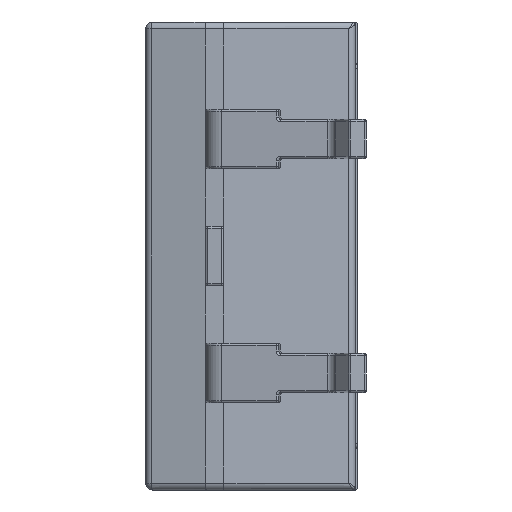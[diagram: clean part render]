
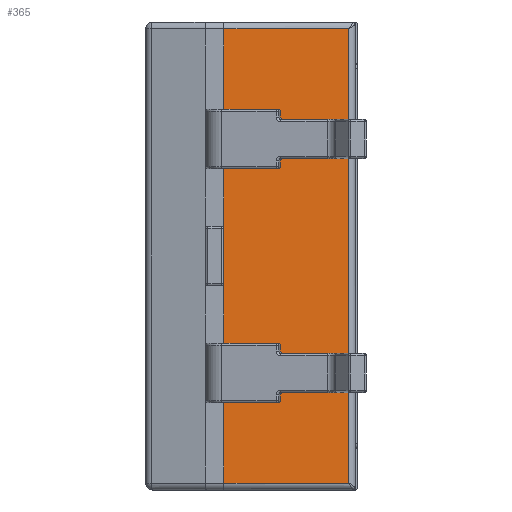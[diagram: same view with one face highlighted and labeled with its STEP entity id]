
A CAD part, left-side view. The second image highlights one B-rep face of the part: STEP entity #365.
In plain terms, the highlighted planar face has unit normal (-0.996, -0.087, 0).
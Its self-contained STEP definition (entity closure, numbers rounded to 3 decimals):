
#12 = AXIS2_PLACEMENT_3D ( 'NONE', #1673, #703, #6032 ) ;
#32 = VECTOR ( 'NONE', #7123, 1000. ) ;
#139 = CARTESIAN_POINT ( 'NONE',  ( -4.575, 2.85, -5.08 ) ) ;
#301 = CARTESIAN_POINT ( 'NONE',  ( -4.337, 0.137, 5.08 ) ) ;
#317 = DIRECTION ( 'NONE',  ( 0., 0., 1. ) ) ;
#330 = CARTESIAN_POINT ( 'NONE',  ( -4.575, 2.85, 1.94 ) ) ;
#365 = ADVANCED_FACE ( 'NONE', ( #5663 ), #2048, .T. ) ;
#401 = VERTEX_POINT ( 'NONE', #1954 ) ;
#455 = VERTEX_POINT ( 'NONE', #6888 ) ;
#462 = EDGE_CURVE ( 'NONE', #6351, #3045, #1503, .T. ) ;
#466 = LINE ( 'NONE', #139, #6018 ) ;
#483 = DIRECTION ( 'NONE',  ( 0., 0., 1. ) ) ;
#598 = CARTESIAN_POINT ( 'NONE',  ( -4.292, -0.376, -4.93 ) ) ;
#644 = EDGE_CURVE ( 'NONE', #1844, #455, #2914, .T. ) ;
#664 = ORIENTED_EDGE ( 'NONE', *, *, #1346, .F. ) ;
#703 = DIRECTION ( 'NONE',  ( -0.996, -0.087, 0. ) ) ;
#766 = ORIENTED_EDGE ( 'NONE', *, *, #462, .F. ) ;
#793 = CARTESIAN_POINT ( 'NONE',  ( -4.575, 2.85, 4.93 ) ) ;
#1346 = EDGE_CURVE ( 'NONE', #401, #2792, #7042, .T. ) ;
#1482 = VECTOR ( 'NONE', #3401, 1000. ) ;
#1503 = LINE ( 'NONE', #6892, #32 ) ;
#1538 = LINE ( 'NONE', #5808, #3013 ) ;
#1673 = CARTESIAN_POINT ( 'NONE',  ( -4.292, -0.376, -5.08 ) ) ;
#1677 = EDGE_CURVE ( 'NONE', #1844, #5578, #3307, .T. ) ;
#1724 = ORIENTED_EDGE ( 'NONE', *, *, #3710, .F. ) ;
#1793 = VERTEX_POINT ( 'NONE', #3242 ) ;
#1844 = VERTEX_POINT ( 'NONE', #5749 ) ;
#1874 = VERTEX_POINT ( 'NONE', #4660 ) ;
#1924 = DIRECTION ( 'NONE',  ( -0.087, 0.996, 0. ) ) ;
#1942 = EDGE_CURVE ( 'NONE', #455, #1793, #4937, .T. ) ;
#1954 = CARTESIAN_POINT ( 'NONE',  ( -4.575, 2.85, -0.6 ) ) ;
#2004 = VECTOR ( 'NONE', #483, 1000. ) ;
#2048 = PLANE ( 'NONE',  #12 ) ;
#2055 = CARTESIAN_POINT ( 'NONE',  ( -4.337, 0.137, -4.93 ) ) ;
#2325 = EDGE_CURVE ( 'NONE', #1793, #401, #3123, .T. ) ;
#2370 = DIRECTION ( 'NONE',  ( 0., 0., 1. ) ) ;
#2467 = CARTESIAN_POINT ( 'NONE',  ( -4.575, 2.85, -5.08 ) ) ;
#2638 = CARTESIAN_POINT ( 'NONE',  ( -4.575, 2.85, -5.08 ) ) ;
#2792 = VERTEX_POINT ( 'NONE', #5855 ) ;
#2914 = LINE ( 'NONE', #2638, #4183 ) ;
#3013 = VECTOR ( 'NONE', #4486, 1000. ) ;
#3045 = VERTEX_POINT ( 'NONE', #6610 ) ;
#3123 = LINE ( 'NONE', #5870, #5885 ) ;
#3217 = EDGE_CURVE ( 'NONE', #5578, #1874, #5164, .T. ) ;
#3242 = CARTESIAN_POINT ( 'NONE',  ( -4.575, 2.85, -1.94 ) ) ;
#3307 = LINE ( 'NONE', #598, #6249 ) ;
#3401 = DIRECTION ( 'NONE',  ( 0., 0., 1. ) ) ;
#3416 = CARTESIAN_POINT ( 'NONE',  ( -4.575, 2.85, -5.08 ) ) ;
#3710 = EDGE_CURVE ( 'NONE', #4240, #6351, #1538, .T. ) ;
#3748 = VECTOR ( 'NONE', #1924, 1000. ) ;
#3879 = VECTOR ( 'NONE', #317, 1000. ) ;
#3942 = ORIENTED_EDGE ( 'NONE', *, *, #1942, .F. ) ;
#3992 = CARTESIAN_POINT ( 'NONE',  ( -4.575, 2.85, 3.14 ) ) ;
#4183 = VECTOR ( 'NONE', #7130, 1000. ) ;
#4193 = ORIENTED_EDGE ( 'NONE', *, *, #6047, .T. ) ;
#4240 = VERTEX_POINT ( 'NONE', #330 ) ;
#4481 = EDGE_LOOP ( 'NONE', ( #6525, #4193, #766, #1724, #5864, #664, #7165, #3942, #5990, #5603 ) ) ;
#4486 = DIRECTION ( 'NONE',  ( 0., 0., 1. ) ) ;
#4660 = CARTESIAN_POINT ( 'NONE',  ( -4.337, 0.137, 4.93 ) ) ;
#4937 = LINE ( 'NONE', #2467, #2004 ) ;
#5164 = LINE ( 'NONE', #301, #3879 ) ;
#5270 = EDGE_CURVE ( 'NONE', #2792, #4240, #466, .T. ) ;
#5578 = VERTEX_POINT ( 'NONE', #2055 ) ;
#5603 = ORIENTED_EDGE ( 'NONE', *, *, #1677, .T. ) ;
#5663 = FACE_OUTER_BOUND ( 'NONE', #4481, .T. ) ;
#5749 = CARTESIAN_POINT ( 'NONE',  ( -4.575, 2.85, -4.93 ) ) ;
#5808 = CARTESIAN_POINT ( 'NONE',  ( -4.575, 2.85, -5.08 ) ) ;
#5855 = CARTESIAN_POINT ( 'NONE',  ( -4.575, 2.85, 0.6 ) ) ;
#5864 = ORIENTED_EDGE ( 'NONE', *, *, #5270, .F. ) ;
#5870 = CARTESIAN_POINT ( 'NONE',  ( -4.575, 2.85, -5.08 ) ) ;
#5884 = DIRECTION ( 'NONE',  ( 0., 0., 1. ) ) ;
#5885 = VECTOR ( 'NONE', #5884, 1000. ) ;
#5990 = ORIENTED_EDGE ( 'NONE', *, *, #644, .F. ) ;
#6018 = VECTOR ( 'NONE', #2370, 1000. ) ;
#6032 = DIRECTION ( 'NONE',  ( 0.087, -0.996, 0. ) ) ;
#6047 = EDGE_CURVE ( 'NONE', #1874, #3045, #6879, .T. ) ;
#6249 = VECTOR ( 'NONE', #6654, 1000. ) ;
#6351 = VERTEX_POINT ( 'NONE', #3992 ) ;
#6525 = ORIENTED_EDGE ( 'NONE', *, *, #3217, .T. ) ;
#6610 = CARTESIAN_POINT ( 'NONE',  ( -4.575, 2.85, 4.93 ) ) ;
#6654 = DIRECTION ( 'NONE',  ( 0.087, -0.996, 0. ) ) ;
#6879 = LINE ( 'NONE', #793, #3748 ) ;
#6888 = CARTESIAN_POINT ( 'NONE',  ( -4.575, 2.85, -3.14 ) ) ;
#6892 = CARTESIAN_POINT ( 'NONE',  ( -4.575, 2.85, -5.08 ) ) ;
#7042 = LINE ( 'NONE', #3416, #1482 ) ;
#7123 = DIRECTION ( 'NONE',  ( 0., 0., 1. ) ) ;
#7130 = DIRECTION ( 'NONE',  ( 0., 0., 1. ) ) ;
#7165 = ORIENTED_EDGE ( 'NONE', *, *, #2325, .F. ) ;
